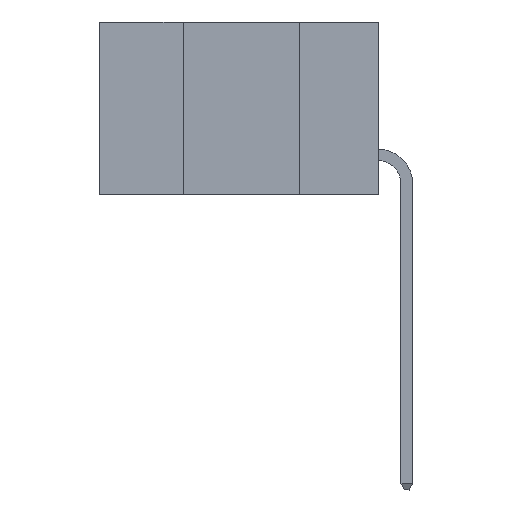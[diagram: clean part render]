
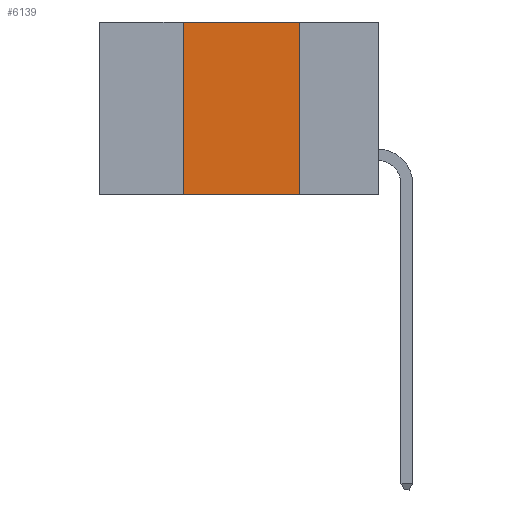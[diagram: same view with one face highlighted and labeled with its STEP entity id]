
A CAD part, left-side view. The second image highlights one B-rep face of the part: STEP entity #6139.
In plain terms, the highlighted planar face has unit normal (-1, 0, 0).
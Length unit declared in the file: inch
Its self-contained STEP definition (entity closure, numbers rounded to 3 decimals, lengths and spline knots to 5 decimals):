
#200 = CARTESIAN_POINT ( 'NONE',  ( 0., 0.17, -0.37 ) ) ;
#683 = CARTESIAN_POINT ( 'NONE',  ( 0., 0.17, 0. ) ) ;
#897 = ORIENTED_EDGE ( 'NONE', *, *, #4451, .T. ) ;
#1325 = LINE ( 'NONE', #9234, #10969 ) ;
#1437 = CARTESIAN_POINT ( 'NONE',  ( 0., 0.17, -0.37 ) ) ;
#1749 = ORIENTED_EDGE ( 'NONE', *, *, #4332, .F. ) ;
#2489 = DIRECTION ( 'NONE',  ( 0., -1., 0. ) ) ;
#2526 = LINE ( 'NONE', #1437, #7150 ) ;
#3486 = ORIENTED_EDGE ( 'NONE', *, *, #11873, .F. ) ;
#3640 = EDGE_LOOP ( 'NONE', ( #6649, #1749, #3486, #897 ) ) ;
#3644 = LINE ( 'NONE', #8456, #11374 ) ;
#3697 = FACE_OUTER_BOUND ( 'NONE', #3640, .T. ) ;
#3813 = VERTEX_POINT ( 'NONE', #200 ) ;
#4332 = EDGE_CURVE ( 'NONE', #7878, #6022, #1325, .T. ) ;
#4451 = EDGE_CURVE ( 'NONE', #6579, #3813, #3644, .T. ) ;
#4853 = CARTESIAN_POINT ( 'NONE',  ( 0., 0.6, 0. ) ) ;
#4916 = PLANE ( 'NONE',  #8769 ) ;
#6022 = VERTEX_POINT ( 'NONE', #683 ) ;
#6139 = ADVANCED_FACE ( 'NONE', ( #3697 ), #4916, .F. ) ;
#6174 = VECTOR ( 'NONE', #8914, 39.37008 ) ;
#6579 = VERTEX_POINT ( 'NONE', #7724 ) ;
#6600 = DIRECTION ( 'NONE',  ( 0., 0., -1. ) ) ;
#6649 = ORIENTED_EDGE ( 'NONE', *, *, #9038, .F. ) ;
#7150 = VECTOR ( 'NONE', #11182, 39.37008 ) ;
#7724 = CARTESIAN_POINT ( 'NONE',  ( 0., 0.42, -0.37 ) ) ;
#7878 = VERTEX_POINT ( 'NONE', #8817 ) ;
#8456 = CARTESIAN_POINT ( 'NONE',  ( 0., 0.6, -0.37 ) ) ;
#8769 = AXIS2_PLACEMENT_3D ( 'NONE', #4853, #9737, #6600 ) ;
#8817 = CARTESIAN_POINT ( 'NONE',  ( 0., 0.42, 0. ) ) ;
#8914 = DIRECTION ( 'NONE',  ( 0., 0., 1. ) ) ;
#9038 = EDGE_CURVE ( 'NONE', #6022, #3813, #2526, .T. ) ;
#9039 = LINE ( 'NONE', #9937, #6174 ) ;
#9234 = CARTESIAN_POINT ( 'NONE',  ( 0., 0.6, 0. ) ) ;
#9737 = DIRECTION ( 'NONE',  ( 1., 0., 0. ) ) ;
#9937 = CARTESIAN_POINT ( 'NONE',  ( 0., 0.42, -0.37 ) ) ;
#10638 = DIRECTION ( 'NONE',  ( 0., -1., 0. ) ) ;
#10969 = VECTOR ( 'NONE', #2489, 39.37008 ) ;
#11182 = DIRECTION ( 'NONE',  ( 0., 0., -1. ) ) ;
#11374 = VECTOR ( 'NONE', #10638, 39.37008 ) ;
#11873 = EDGE_CURVE ( 'NONE', #6579, #7878, #9039, .T. ) ;
